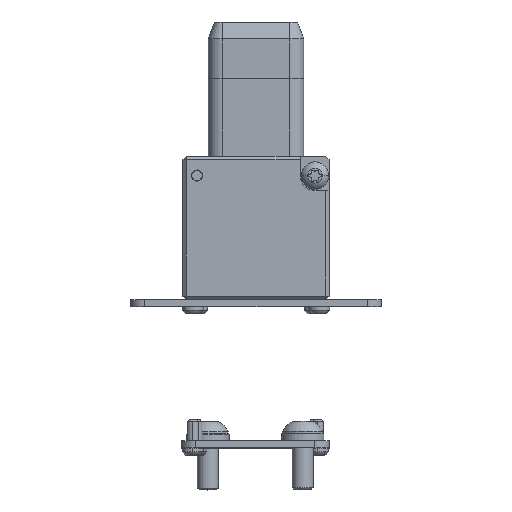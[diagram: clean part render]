
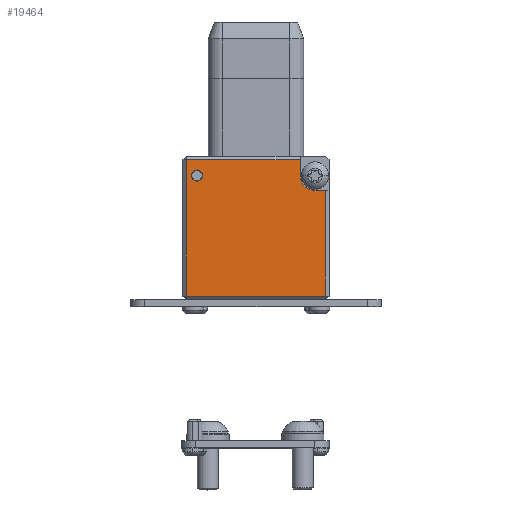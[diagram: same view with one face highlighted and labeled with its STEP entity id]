
A CAD part, top view. The second image highlights one B-rep face of the part: STEP entity #19464.
In plain terms, the highlighted planar face has unit normal (0, 0, 1).
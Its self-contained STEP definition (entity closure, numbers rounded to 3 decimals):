
#619 = EDGE_LOOP ( 'NONE', ( #20092, #19632 ) ) ;
#705 = CARTESIAN_POINT ( 'NONE',  ( 6.25, -15.85, 7. ) ) ;
#1209 = DIRECTION ( 'NONE',  ( 0., 1., 0. ) ) ;
#1416 = VERTEX_POINT ( 'NONE', #22060 ) ;
#1654 = VERTEX_POINT ( 'NONE', #3123 ) ;
#1671 = EDGE_CURVE ( 'NONE', #19848, #23676, #3260, .T. ) ;
#1875 = CARTESIAN_POINT ( 'NONE',  ( -10.35, -31.3, 7. ) ) ;
#2235 = CARTESIAN_POINT ( 'NONE',  ( 6.25, -15.85, 7. ) ) ;
#2876 = AXIS2_PLACEMENT_3D ( 'NONE', #1875, #21643, #26549 ) ;
#2993 = LINE ( 'NONE', #705, #11310 ) ;
#3123 = CARTESIAN_POINT ( 'NONE',  ( -9.15, -13.75, 7. ) ) ;
#3260 = LINE ( 'NONE', #11803, #18525 ) ;
#3770 = EDGE_LOOP ( 'NONE', ( #14439, #19025, #18625, #26635, #6963, #12732, #15252 ) ) ;
#4702 = DIRECTION ( 'NONE',  ( 0., 0., 1. ) ) ;
#4975 = DIRECTION ( 'NONE',  ( 0., 0., 1. ) ) ;
#5728 = DIRECTION ( 'NONE',  ( 0., -1., 0. ) ) ;
#5811 = CARTESIAN_POINT ( 'NONE',  ( -9.85, -11.5, 7. ) ) ;
#5975 = VECTOR ( 'NONE', #1209, 1000. ) ;
#6471 = DIRECTION ( 'NONE',  ( 1., 0., 0. ) ) ;
#6476 = EDGE_CURVE ( 'NONE', #28197, #17869, #24026, .T. ) ;
#6723 = CARTESIAN_POINT ( 'NONE',  ( 8.35, -15.85, 7. ) ) ;
#6840 = VECTOR ( 'NONE', #18643, 1000. ) ;
#6963 = ORIENTED_EDGE ( 'NONE', *, *, #27304, .T. ) ;
#7456 = CIRCLE ( 'NONE', #14369, 0.8 ) ;
#7960 = VERTEX_POINT ( 'NONE', #5811 ) ;
#8648 = FACE_BOUND ( 'NONE', #619, .T. ) ;
#8888 = EDGE_CURVE ( 'NONE', #28197, #1416, #24826, .T. ) ;
#9068 = FACE_OUTER_BOUND ( 'NONE', #3770, .T. ) ;
#9164 = CARTESIAN_POINT ( 'NONE',  ( 6.25, -11.5, 7. ) ) ;
#9240 = VERTEX_POINT ( 'NONE', #12767 ) ;
#9297 = DIRECTION ( 'NONE',  ( 1., 0., 0. ) ) ;
#9415 = CARTESIAN_POINT ( 'NONE',  ( -10.35, -11.5, 7. ) ) ;
#10235 = CIRCLE ( 'NONE', #15325, 0.8 ) ;
#10661 = DIRECTION ( 'NONE',  ( 0., 0., -1. ) ) ;
#11310 = VECTOR ( 'NONE', #5728, 1000. ) ;
#11617 = CARTESIAN_POINT ( 'NONE',  ( -8.35, -13.75, 7. ) ) ;
#11769 = EDGE_CURVE ( 'NONE', #9240, #1654, #10235, .T. ) ;
#11803 = CARTESIAN_POINT ( 'NONE',  ( 10.35, -30.8, 7. ) ) ;
#11863 = VERTEX_POINT ( 'NONE', #9164 ) ;
#12378 = AXIS2_PLACEMENT_3D ( 'NONE', #23790, #10661, #6471 ) ;
#12732 = ORIENTED_EDGE ( 'NONE', *, *, #6476, .F. ) ;
#12767 = CARTESIAN_POINT ( 'NONE',  ( -7.55, -13.75, 7. ) ) ;
#14369 = AXIS2_PLACEMENT_3D ( 'NONE', #22580, #4702, #22298 ) ;
#14439 = ORIENTED_EDGE ( 'NONE', *, *, #22474, .F. ) ;
#15252 = ORIENTED_EDGE ( 'NONE', *, *, #8888, .T. ) ;
#15325 = AXIS2_PLACEMENT_3D ( 'NONE', #11617, #4975, #9297 ) ;
#17869 = VERTEX_POINT ( 'NONE', #24836 ) ;
#17880 = PLANE ( 'NONE',  #2876 ) ;
#18525 = VECTOR ( 'NONE', #20591, 1000. ) ;
#18625 = ORIENTED_EDGE ( 'NONE', *, *, #20305, .T. ) ;
#18638 = EDGE_CURVE ( 'NONE', #11863, #7960, #22969, .T. ) ;
#18643 = DIRECTION ( 'NONE',  ( -1., 0., 0. ) ) ;
#18952 = CARTESIAN_POINT ( 'NONE',  ( 9.85, -31.3, 7. ) ) ;
#19025 = ORIENTED_EDGE ( 'NONE', *, *, #18638, .T. ) ;
#19464 = ADVANCED_FACE ( 'NONE', ( #8648, #9068 ), #17880, .T. ) ;
#19547 = CARTESIAN_POINT ( 'NONE',  ( -9.85, -31.3, 7. ) ) ;
#19632 = ORIENTED_EDGE ( 'NONE', *, *, #20003, .F. ) ;
#19848 = VERTEX_POINT ( 'NONE', #28247 ) ;
#19967 = DIRECTION ( 'NONE',  ( 1., 0., 0. ) ) ;
#20003 = EDGE_CURVE ( 'NONE', #1654, #9240, #7456, .T. ) ;
#20092 = ORIENTED_EDGE ( 'NONE', *, *, #11769, .F. ) ;
#20305 = EDGE_CURVE ( 'NONE', #7960, #19848, #28077, .T. ) ;
#20591 = DIRECTION ( 'NONE',  ( 1., 0., 0. ) ) ;
#20609 = CARTESIAN_POINT ( 'NONE',  ( 9.85, -30.8, 7. ) ) ;
#21571 = DIRECTION ( 'NONE',  ( 0., -1., 0. ) ) ;
#21643 = DIRECTION ( 'NONE',  ( 0., 0., 1. ) ) ;
#22060 = CARTESIAN_POINT ( 'NONE',  ( 6.25, -13.75, 7. ) ) ;
#22298 = DIRECTION ( 'NONE',  ( 1., 0., 0. ) ) ;
#22474 = EDGE_CURVE ( 'NONE', #11863, #1416, #2993, .T. ) ;
#22580 = CARTESIAN_POINT ( 'NONE',  ( -8.35, -13.75, 7. ) ) ;
#22969 = LINE ( 'NONE', #9415, #6840 ) ;
#23127 = LINE ( 'NONE', #18952, #5975 ) ;
#23676 = VERTEX_POINT ( 'NONE', #20609 ) ;
#23790 = CARTESIAN_POINT ( 'NONE',  ( 8.35, -13.75, 7. ) ) ;
#24026 = LINE ( 'NONE', #2235, #26587 ) ;
#24826 = CIRCLE ( 'NONE', #12378, 2.1 ) ;
#24836 = CARTESIAN_POINT ( 'NONE',  ( 9.85, -15.85, 7. ) ) ;
#26549 = DIRECTION ( 'NONE',  ( 1., 0., 0. ) ) ;
#26587 = VECTOR ( 'NONE', #19967, 1000. ) ;
#26635 = ORIENTED_EDGE ( 'NONE', *, *, #1671, .T. ) ;
#26849 = VECTOR ( 'NONE', #21571, 1000. ) ;
#27304 = EDGE_CURVE ( 'NONE', #23676, #17869, #23127, .T. ) ;
#28077 = LINE ( 'NONE', #19547, #26849 ) ;
#28197 = VERTEX_POINT ( 'NONE', #6723 ) ;
#28247 = CARTESIAN_POINT ( 'NONE',  ( -9.85, -30.8, 7. ) ) ;
